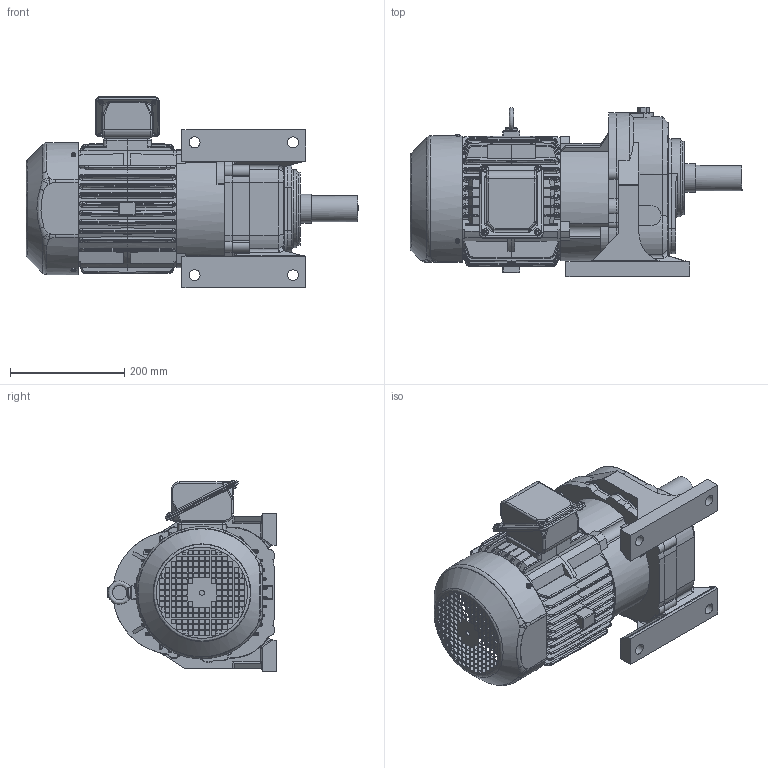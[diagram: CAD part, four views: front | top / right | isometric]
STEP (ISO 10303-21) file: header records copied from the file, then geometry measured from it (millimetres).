
FILE_DESCRIPTION (( 'STEP AP214' ), '1' );
FILE_NAME ('EK2DO07665H001_F1HM_3.7KW_R5_CUSTOMER.STEP', '2022-08-11T01:26:30', ( 'Windows 餌辨濠' ), ( '' ), 'SwSTEP 2.0', 'SolidWorks 2021', '' );
FILE_SCHEMA (( 'AUTOMOTIVE_DESIGN' ));
Length unit declared in the file: millimetre
Products named in the file (1): EK2DO07665H001_F1HM_3.7KW_R5_CUSTOMER
Bounding box: 580 x 295 x 334.46 mm (x, y, z)
Volume: 17016049.7 mm3; surface area: 1176237.3 mm2
Topology: 18 solids, 18 shells, 3288 faces, 8728 edges, 5485 vertices
Faces by surface type: cylinder 1313, plane 1303, bspline 610, cone 61, torus 1
Full cylindrical faces by diameter (mm): 2.6 x4, 4.917 x4, 5 x3, 6 x8, 6.647 x6, 7 x8, 7.7 x1, 8 x4, 8.376 x1, 9 x1, 10 x9, 10.5 x4, 13 x2, 15.621 x1, 19 x4, 20 x1, 22 x1, 40 x1, 45 x2, 50 x1, 128 x1, 136 x1, 198 x2
Entity records: 177835 total; most frequent: CARTESIAN_POINT 63953, ORIENTED_EDGE 17132, DIRECTION 14640, EDGE_CURVE 8566, VERTEX_POINT 5453, AXIS2_PLACEMENT_3D 5110, LINE 4420, VECTOR 4420
